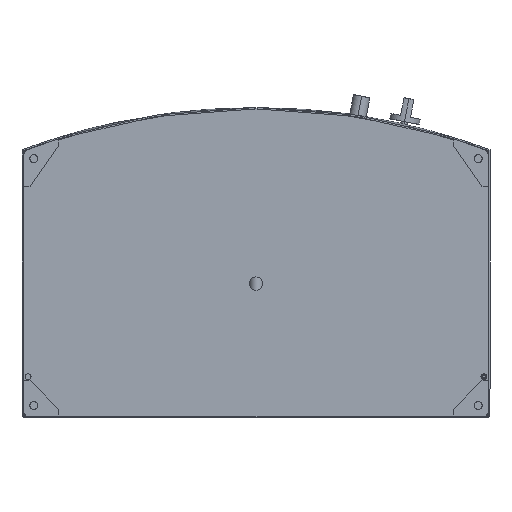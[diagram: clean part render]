
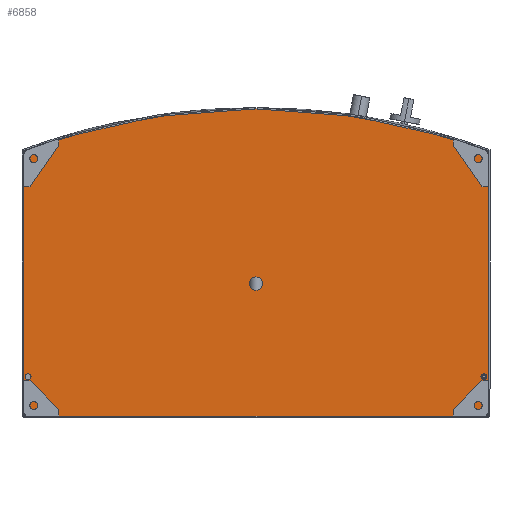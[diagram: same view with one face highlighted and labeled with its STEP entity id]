
A CAD part, front view. The second image highlights one B-rep face of the part: STEP entity #6858.
In plain terms, the highlighted planar face has unit normal (0, -1, 0).
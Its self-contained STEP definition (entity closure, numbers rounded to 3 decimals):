
#148 = CARTESIAN_POINT ( 'NONE',  ( 0., -2., 10. ) ) ;
#282 = AXIS2_PLACEMENT_3D ( 'NONE', #16184, #23070, #23465 ) ;
#306 = CARTESIAN_POINT ( 'NONE',  ( 348., -2., -198. ) ) ;
#1180 = CIRCLE ( 'NONE', #11237, 998. ) ;
#1278 = DIRECTION ( 'NONE',  ( 0., 1., 0. ) ) ;
#1956 = CARTESIAN_POINT ( 'NONE',  ( 0., -2., 0. ) ) ;
#2305 = CIRCLE ( 'NONE', #7500, 5. ) ;
#2674 = CIRCLE ( 'NONE', #24445, 4.5 ) ;
#2905 = VECTOR ( 'NONE', #27953, 1000. ) ;
#3018 = CIRCLE ( 'NONE', #282, 5. ) ;
#3323 = DIRECTION ( 'NONE',  ( 0., 0., 1. ) ) ;
#3601 = DIRECTION ( 'NONE',  ( 0., 0., 1. ) ) ;
#3682 = AXIS2_PLACEMENT_3D ( 'NONE', #1956, #30237, #13946 ) ;
#3760 = EDGE_CURVE ( 'NONE', #16931, #26379, #18984, .T. ) ;
#3867 = VERTEX_POINT ( 'NONE', #22714 ) ;
#3882 = FACE_OUTER_BOUND ( 'NONE', #10250, .T. ) ;
#4095 = DIRECTION ( 'NONE',  ( 0., 1., 0. ) ) ;
#4207 = CARTESIAN_POINT ( 'NONE',  ( -341., -2., -139.43 ) ) ;
#4265 = DIRECTION ( 'NONE',  ( 0., 0., -1. ) ) ;
#4441 = AXIS2_PLACEMENT_3D ( 'NONE', #4207, #6256, #27337 ) ;
#4620 = EDGE_CURVE ( 'NONE', #14631, #3867, #12365, .T. ) ;
#4703 = CARTESIAN_POINT ( 'NONE',  ( 0., -2., -736.75 ) ) ;
#4809 = DIRECTION ( 'NONE',  ( -1., 0., 0. ) ) ;
#4910 = ORIENTED_EDGE ( 'NONE', *, *, #24918, .F. ) ;
#4928 = EDGE_CURVE ( 'NONE', #27256, #29891, #6905, .T. ) ;
#5666 = VERTEX_POINT ( 'NONE', #148 ) ;
#5880 = CARTESIAN_POINT ( 'NONE',  ( 0., -2., -736.75 ) ) ;
#6042 = DIRECTION ( 'NONE',  ( 0., 0., -1. ) ) ;
#6256 = DIRECTION ( 'NONE',  ( 0., -1., 0. ) ) ;
#6587 = AXIS2_PLACEMENT_3D ( 'NONE', #17971, #4095, #20328 ) ;
#6801 = CARTESIAN_POINT ( 'NONE',  ( -341., -2., -143.93 ) ) ;
#6858 = ADVANCED_FACE ( 'NONE', ( #28028, #12274, #16284, #3882 ), #24382, .F. ) ;
#6905 = CIRCLE ( 'NONE', #15874, 4.5 ) ;
#7074 = AXIS2_PLACEMENT_3D ( 'NONE', #22201, #29382, #8391 ) ;
#7092 = CIRCLE ( 'NONE', #4441, 4.5 ) ;
#7225 = CARTESIAN_POINT ( 'NONE',  ( -341., -2., -134.93 ) ) ;
#7255 = LINE ( 'NONE', #28393, #25198 ) ;
#7478 = ORIENTED_EDGE ( 'NONE', *, *, #18689, .T. ) ;
#7500 = AXIS2_PLACEMENT_3D ( 'NONE', #9694, #26070, #14672 ) ;
#8067 = ORIENTED_EDGE ( 'NONE', *, *, #18471, .T. ) ;
#8318 = VERTEX_POINT ( 'NONE', #9681 ) ;
#8391 = DIRECTION ( 'NONE',  ( 0., 0., 1. ) ) ;
#8459 = CIRCLE ( 'NONE', #6587, 10. ) ;
#8461 = CARTESIAN_POINT ( 'NONE',  ( 0., -2., 261.25 ) ) ;
#9129 = LINE ( 'NONE', #23037, #2905 ) ;
#9429 = EDGE_CURVE ( 'NONE', #28537, #12012, #7092, .T. ) ;
#9488 = DIRECTION ( 'NONE',  ( 0., 0., 1. ) ) ;
#9513 = CARTESIAN_POINT ( 'NONE',  ( 341., -2., -143.93 ) ) ;
#9681 = CARTESIAN_POINT ( 'NONE',  ( 348., -2., 195.13 ) ) ;
#9694 = CARTESIAN_POINT ( 'NONE',  ( 343., -2., 195.13 ) ) ;
#9775 = DIRECTION ( 'NONE',  ( 0., 0., 1. ) ) ;
#9824 = VECTOR ( 'NONE', #4809, 1000. ) ;
#10200 = CARTESIAN_POINT ( 'NONE',  ( -348., -2., -193. ) ) ;
#10250 = EDGE_LOOP ( 'NONE', ( #26603, #13295, #4910, #16076, #12301, #24374, #16481, #16430, #8067 ) ) ;
#10648 = AXIS2_PLACEMENT_3D ( 'NONE', #5880, #1278, #3323 ) ;
#10836 = CIRCLE ( 'NONE', #27622, 998. ) ;
#11177 = DIRECTION ( 'NONE',  ( 0., 1., 0. ) ) ;
#11237 = AXIS2_PLACEMENT_3D ( 'NONE', #4703, #21022, #9488 ) ;
#11623 = EDGE_CURVE ( 'NONE', #12012, #28537, #2674, .T. ) ;
#11919 = VERTEX_POINT ( 'NONE', #18572 ) ;
#12012 = VERTEX_POINT ( 'NONE', #7225 ) ;
#12274 = FACE_BOUND ( 'NONE', #27579, .T. ) ;
#12301 = ORIENTED_EDGE ( 'NONE', *, *, #23496, .F. ) ;
#12365 = LINE ( 'NONE', #306, #9824 ) ;
#13219 = DIRECTION ( 'NONE',  ( 0., 0., -1. ) ) ;
#13295 = ORIENTED_EDGE ( 'NONE', *, *, #29509, .T. ) ;
#13747 = ORIENTED_EDGE ( 'NONE', *, *, #22648, .T. ) ;
#13946 = DIRECTION ( 'NONE',  ( 0., 0., 1. ) ) ;
#14049 = CIRCLE ( 'NONE', #16086, 4.5 ) ;
#14140 = CARTESIAN_POINT ( 'NONE',  ( 0., -2., -10. ) ) ;
#14159 = EDGE_CURVE ( 'NONE', #30163, #26379, #7255, .T. ) ;
#14631 = VERTEX_POINT ( 'NONE', #25405 ) ;
#14672 = DIRECTION ( 'NONE',  ( 0., 0., 1. ) ) ;
#15874 = AXIS2_PLACEMENT_3D ( 'NONE', #26777, #20394, #4265 ) ;
#16076 = ORIENTED_EDGE ( 'NONE', *, *, #29336, .T. ) ;
#16086 = AXIS2_PLACEMENT_3D ( 'NONE', #18125, #29916, #13219 ) ;
#16184 = CARTESIAN_POINT ( 'NONE',  ( 343., -2., -193. ) ) ;
#16284 = FACE_BOUND ( 'NONE', #23317, .T. ) ;
#16349 = ORIENTED_EDGE ( 'NONE', *, *, #11623, .F. ) ;
#16430 = ORIENTED_EDGE ( 'NONE', *, *, #14159, .F. ) ;
#16481 = ORIENTED_EDGE ( 'NONE', *, *, #3760, .T. ) ;
#16549 = VERTEX_POINT ( 'NONE', #8461 ) ;
#16591 = CARTESIAN_POINT ( 'NONE',  ( 341., -2., -134.93 ) ) ;
#16906 = ORIENTED_EDGE ( 'NONE', *, *, #4928, .F. ) ;
#16931 = VERTEX_POINT ( 'NONE', #23982 ) ;
#17123 = EDGE_CURVE ( 'NONE', #29891, #27256, #14049, .T. ) ;
#17971 = CARTESIAN_POINT ( 'NONE',  ( 0., -2., 0. ) ) ;
#18003 = CARTESIAN_POINT ( 'NONE',  ( 0., -2., -736.75 ) ) ;
#18125 = CARTESIAN_POINT ( 'NONE',  ( 341., -2., -139.43 ) ) ;
#18471 = EDGE_CURVE ( 'NONE', #30163, #3867, #26407, .T. ) ;
#18572 = CARTESIAN_POINT ( 'NONE',  ( 344.727, -2., 199.822 ) ) ;
#18689 = EDGE_CURVE ( 'NONE', #5666, #25590, #8459, .T. ) ;
#18984 = CIRCLE ( 'NONE', #7074, 5. ) ;
#20291 = EDGE_LOOP ( 'NONE', ( #28102, #16349 ) ) ;
#20328 = DIRECTION ( 'NONE',  ( 0., 0., 1. ) ) ;
#20394 = DIRECTION ( 'NONE',  ( 0., -1., 0. ) ) ;
#21022 = DIRECTION ( 'NONE',  ( 0., 1., 0. ) ) ;
#21810 = ORIENTED_EDGE ( 'NONE', *, *, #17123, .F. ) ;
#22078 = DIRECTION ( 'NONE',  ( 0., -1., 0. ) ) ;
#22201 = CARTESIAN_POINT ( 'NONE',  ( -343., -2., 195.13 ) ) ;
#22268 = DIRECTION ( 'NONE',  ( 0., -1., 0. ) ) ;
#22607 = CARTESIAN_POINT ( 'NONE',  ( -348., -2., 195.13 ) ) ;
#22648 = EDGE_CURVE ( 'NONE', #25590, #5666, #24037, .T. ) ;
#22714 = CARTESIAN_POINT ( 'NONE',  ( -343., -2., -198. ) ) ;
#23037 = CARTESIAN_POINT ( 'NONE',  ( 348., -2., -198. ) ) ;
#23070 = DIRECTION ( 'NONE',  ( 0., -1., 0. ) ) ;
#23317 = EDGE_LOOP ( 'NONE', ( #7478, #13747 ) ) ;
#23465 = DIRECTION ( 'NONE',  ( 0., 0., 1. ) ) ;
#23496 = EDGE_CURVE ( 'NONE', #16549, #11919, #10836, .T. ) ;
#23982 = CARTESIAN_POINT ( 'NONE',  ( -344.727, -2., 199.822 ) ) ;
#24037 = CIRCLE ( 'NONE', #3682, 10. ) ;
#24374 = ORIENTED_EDGE ( 'NONE', *, *, #30047, .F. ) ;
#24382 = PLANE ( 'NONE',  #10648 ) ;
#24445 = AXIS2_PLACEMENT_3D ( 'NONE', #27121, #22268, #6042 ) ;
#24918 = EDGE_CURVE ( 'NONE', #8318, #27405, #9129, .T. ) ;
#25198 = VECTOR ( 'NONE', #9775, 1000. ) ;
#25285 = DIRECTION ( 'NONE',  ( 0., 0., 1. ) ) ;
#25405 = CARTESIAN_POINT ( 'NONE',  ( 343., -2., -198. ) ) ;
#25590 = VERTEX_POINT ( 'NONE', #14140 ) ;
#26070 = DIRECTION ( 'NONE',  ( 0., -1., 0. ) ) ;
#26379 = VERTEX_POINT ( 'NONE', #22607 ) ;
#26407 = CIRCLE ( 'NONE', #28132, 5. ) ;
#26549 = CARTESIAN_POINT ( 'NONE',  ( 348., -2., -193. ) ) ;
#26603 = ORIENTED_EDGE ( 'NONE', *, *, #4620, .F. ) ;
#26777 = CARTESIAN_POINT ( 'NONE',  ( 341., -2., -139.43 ) ) ;
#27031 = CARTESIAN_POINT ( 'NONE',  ( -343., -2., -193. ) ) ;
#27121 = CARTESIAN_POINT ( 'NONE',  ( -341., -2., -139.43 ) ) ;
#27256 = VERTEX_POINT ( 'NONE', #16591 ) ;
#27337 = DIRECTION ( 'NONE',  ( 0., 0., -1. ) ) ;
#27405 = VERTEX_POINT ( 'NONE', #26549 ) ;
#27579 = EDGE_LOOP ( 'NONE', ( #21810, #16906 ) ) ;
#27622 = AXIS2_PLACEMENT_3D ( 'NONE', #18003, #11177, #25285 ) ;
#27953 = DIRECTION ( 'NONE',  ( 0., 0., -1. ) ) ;
#28028 = FACE_BOUND ( 'NONE', #20291, .T. ) ;
#28102 = ORIENTED_EDGE ( 'NONE', *, *, #9429, .F. ) ;
#28132 = AXIS2_PLACEMENT_3D ( 'NONE', #27031, #22078, #3601 ) ;
#28393 = CARTESIAN_POINT ( 'NONE',  ( -348., -2., -198. ) ) ;
#28537 = VERTEX_POINT ( 'NONE', #6801 ) ;
#29336 = EDGE_CURVE ( 'NONE', #8318, #11919, #2305, .T. ) ;
#29382 = DIRECTION ( 'NONE',  ( 0., -1., 0. ) ) ;
#29509 = EDGE_CURVE ( 'NONE', #14631, #27405, #3018, .T. ) ;
#29891 = VERTEX_POINT ( 'NONE', #9513 ) ;
#29916 = DIRECTION ( 'NONE',  ( 0., -1., 0. ) ) ;
#30047 = EDGE_CURVE ( 'NONE', #16931, #16549, #1180, .T. ) ;
#30163 = VERTEX_POINT ( 'NONE', #10200 ) ;
#30237 = DIRECTION ( 'NONE',  ( 0., 1., 0. ) ) ;
